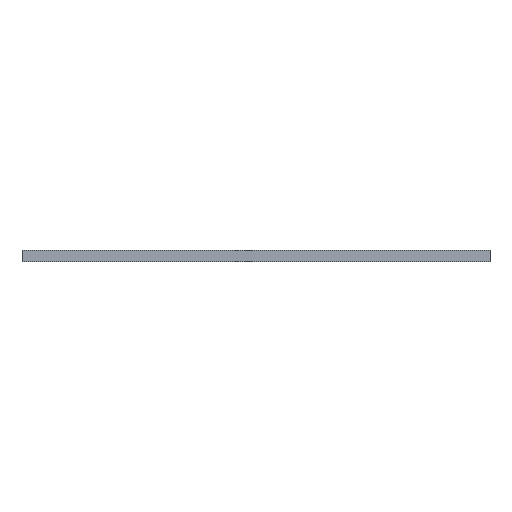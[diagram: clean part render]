
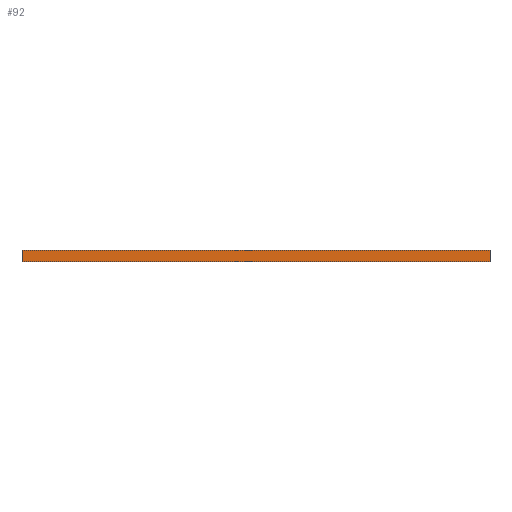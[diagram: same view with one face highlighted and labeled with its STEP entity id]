
A CAD part, front view. The second image highlights one B-rep face of the part: STEP entity #92.
In plain terms, the highlighted planar face has unit normal (0, -1, 0).
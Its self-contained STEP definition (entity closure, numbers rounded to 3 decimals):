
#1 = CARTESIAN_POINT ( 'NONE',  ( 0., 0., -1. ) ) ;
#2 = CARTESIAN_POINT ( 'NONE',  ( -1042.5, 0., 48. ) ) ;
#16 = CARTESIAN_POINT ( 'NONE',  ( -1042.5, 0., 49. ) ) ;
#17 = DIRECTION ( 'NONE',  ( 0., 0., -1. ) ) ;
#51 = DIRECTION ( 'NONE',  ( 0., 0., -1. ) ) ;
#62 = EDGE_CURVE ( 'NONE', #164, #308, #272, .T. ) ;
#66 = DIRECTION ( 'NONE',  ( 1., 0., 0. ) ) ;
#80 = DIRECTION ( 'NONE',  ( 0., -1., 0. ) ) ;
#81 = EDGE_CURVE ( 'NONE', #367, #308, #187, .T. ) ;
#89 = ORIENTED_EDGE ( 'NONE', *, *, #62, .T. ) ;
#92 = ADVANCED_FACE ( 'NONE', ( #251 ), #148, .T. ) ;
#105 = EDGE_CURVE ( 'NONE', #164, #186, #107, .T. ) ;
#107 = LINE ( 'NONE', #167, #241 ) ;
#108 = ORIENTED_EDGE ( 'NONE', *, *, #81, .F. ) ;
#122 = ORIENTED_EDGE ( 'NONE', *, *, #213, .F. ) ;
#128 = ORIENTED_EDGE ( 'NONE', *, *, #105, .F. ) ;
#148 = PLANE ( 'NONE',  #153 ) ;
#153 = AXIS2_PLACEMENT_3D ( 'NONE', #255, #80, #51 ) ;
#154 = DIRECTION ( 'NONE',  ( 0., 0., -1. ) ) ;
#164 = VERTEX_POINT ( 'NONE', #16 ) ;
#167 = CARTESIAN_POINT ( 'NONE',  ( 0., 0., 49. ) ) ;
#186 = VERTEX_POINT ( 'NONE', #313 ) ;
#187 = LINE ( 'NONE', #1, #330 ) ;
#199 = CARTESIAN_POINT ( 'NONE',  ( 1042.5, 0., -1. ) ) ;
#213 = EDGE_CURVE ( 'NONE', #186, #367, #362, .T. ) ;
#222 = DIRECTION ( 'NONE',  ( -1., 0., 0. ) ) ;
#241 = VECTOR ( 'NONE', #66, 1000. ) ;
#251 = FACE_OUTER_BOUND ( 'NONE', #302, .T. ) ;
#255 = CARTESIAN_POINT ( 'NONE',  ( -1042.5, 0., 48. ) ) ;
#263 = VECTOR ( 'NONE', #154, 1000. ) ;
#272 = LINE ( 'NONE', #2, #263 ) ;
#297 = VECTOR ( 'NONE', #17, 1000. ) ;
#302 = EDGE_LOOP ( 'NONE', ( #89, #108, #122, #128 ) ) ;
#308 = VERTEX_POINT ( 'NONE', #317 ) ;
#313 = CARTESIAN_POINT ( 'NONE',  ( 1042.5, 0., 49. ) ) ;
#317 = CARTESIAN_POINT ( 'NONE',  ( -1042.5, 0., -1. ) ) ;
#330 = VECTOR ( 'NONE', #222, 1000. ) ;
#358 = CARTESIAN_POINT ( 'NONE',  ( 1042.5, 0., 48. ) ) ;
#362 = LINE ( 'NONE', #358, #297 ) ;
#367 = VERTEX_POINT ( 'NONE', #199 ) ;
